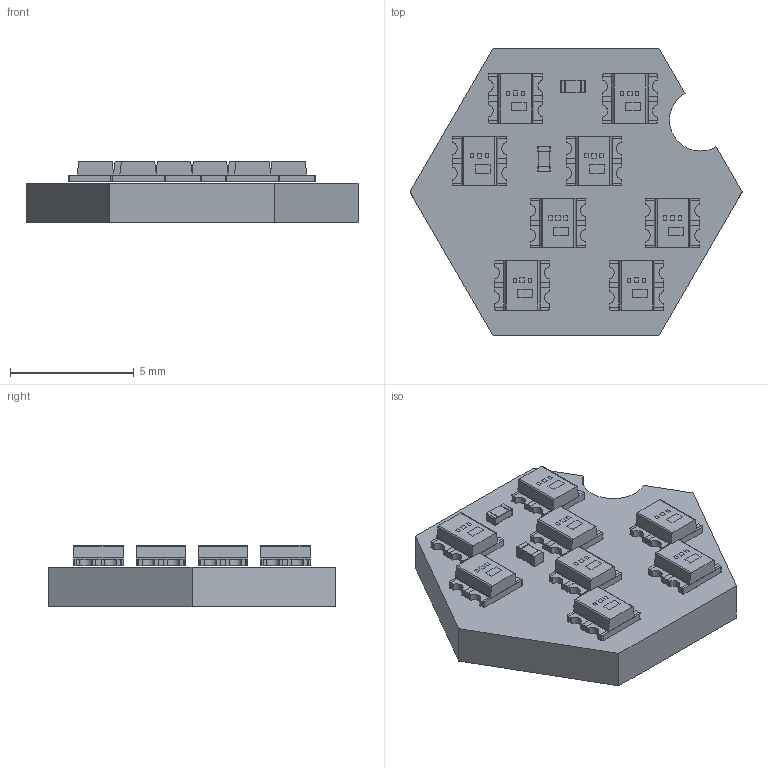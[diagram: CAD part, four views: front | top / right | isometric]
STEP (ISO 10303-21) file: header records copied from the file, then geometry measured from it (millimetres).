
FILE_DESCRIPTION(/* description */ (''),/* implementation_level */ '2;1');
FILE_NAME(/* name */ 'RainbowBarf v1.step',/* time_stamp */ '2023-07-12T22:06:16+01:00',/* author */ (''),/* organization */ (''),/* preprocessor_version */ 'ST-DEVELOPER v19.2',/* originating_system */ 'Autodesk Translation Framework v12.6.0.85',/* authorisation */ '');
FILE_SCHEMA (('AUTOMOTIVE_DESIGN { 1 0 10303 214 3 1 1 }'));
Length unit declared in the file: millimetre
Products named in the file (15): RainbowBarf; SOLID; LED_WS2812_2020; LED_WS2812_2020 (1); LED_WS2812_2020 (2); LED_WS2812_2020 (3); C_0402_1005Metric; SOLID (1); LED_WS2812_2020 (4); LED_WS2812_2020 (5); LED_WS2812_2020 (6); R_0402_1005Metric; SOLID (2); LED_WS2812_2020 (7); COMPOUND
Assembly tree (21 placements, depth 3):
  RainbowBarf
    SOLID
    LED_WS2812_2020
      COMPOUND
    LED_WS2812_2020 (1)
      COMPOUND
    LED_WS2812_2020 (2)
      COMPOUND
    LED_WS2812_2020 (3)
      COMPOUND
    C_0402_1005Metric
      SOLID (1)
    LED_WS2812_2020 (4)
      COMPOUND
    LED_WS2812_2020 (5)
      COMPOUND
    LED_WS2812_2020 (6)
      COMPOUND
    R_0402_1005Metric
      SOLID (2)
    LED_WS2812_2020 (7)
      COMPOUND
Bounding box: 13.39 x 11.6 x 2.49 mm (x, y, z)
Volume: 204.7 mm3; surface area: 474.9 mm2
Topology: 27 solids, 27 shells, 816 faces, 2180 edges, 1452 vertices
Faces by surface type: plane 715, cylinder 101
Entity records: 5381 total; most frequent: CARTESIAN_POINT 886, DIRECTION 866, ORIENTED_EDGE 832, EDGE_CURVE 416, LINE 354, VECTOR 354, VERTEX_POINT 276, AXIS2_PLACEMENT_3D 256
